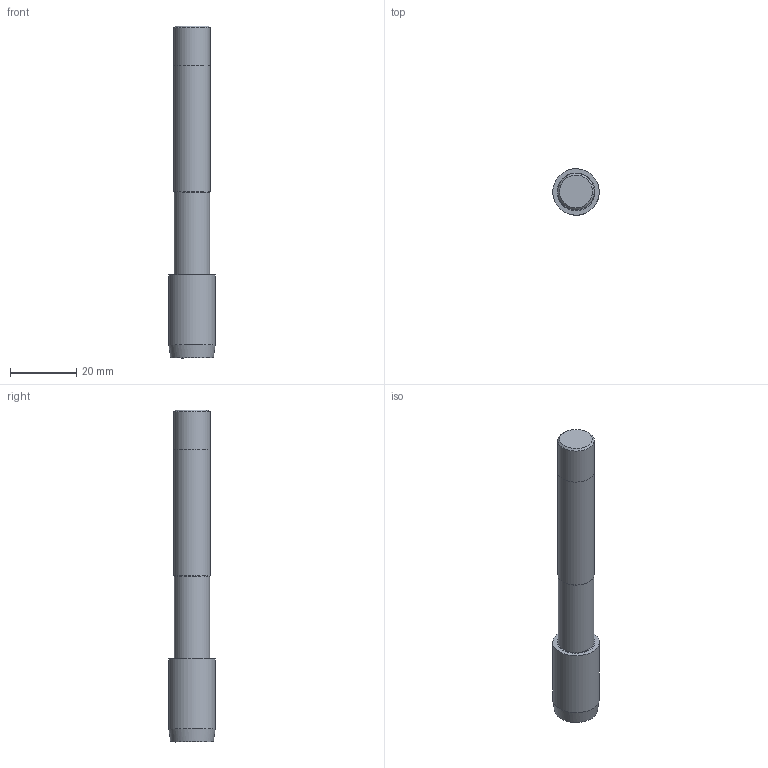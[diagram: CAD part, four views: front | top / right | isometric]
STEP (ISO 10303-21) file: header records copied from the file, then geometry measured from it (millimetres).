
FILE_DESCRIPTION ((), '3-D model version:1');
FILE_NAME ('E317M14X1.5', '2012-03-22T14:44:48', ('InteractiveCad'), ('AB Sandvik Coromant'), 'HarmonyWare STEP v1.4.9', 'T3D tool generator', '');
FILE_SCHEMA (('CONFIG_CONTROL_DESIGN'));
Length unit declared in the file: millimetre
Products named in the file (2): product-name
Bounding box: 13.99 x 13.98 x 100 mm (x, y, z)
Volume: 10833.1 mm3; surface area: 5848.7 mm2
Topology: 2 solids, 2 shells, 15 faces, 26 edges, 14 vertices
Faces by surface type: bspline 15
Entity records: 710 total; most frequent: CARTESIAN_POINT 364, ORIENTED_EDGE 52, EDGE_CURVE 26, EDGE_LOOP 16, PERSON 16, ORGANIZATION 16, PERSON_AND_ORGANIZATION 16, FACE_OUTER_BOUND 15
